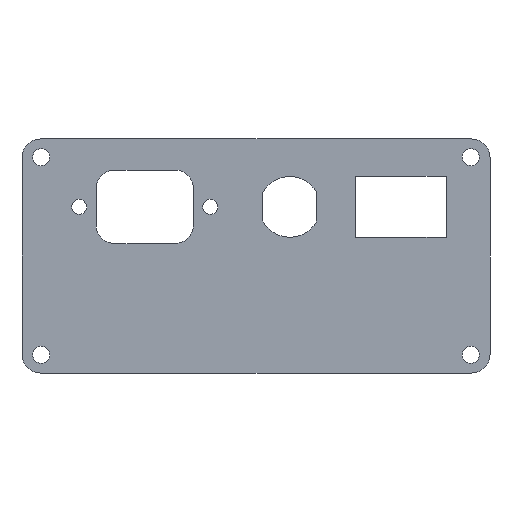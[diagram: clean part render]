
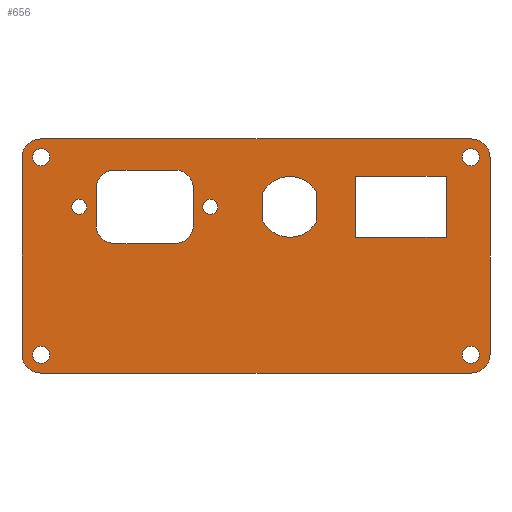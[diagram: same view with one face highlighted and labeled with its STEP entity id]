
A CAD part, front view. The second image highlights one B-rep face of the part: STEP entity #656.
In plain terms, the highlighted planar face has unit normal (0, -1, 0).
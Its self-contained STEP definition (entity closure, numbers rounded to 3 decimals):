
#24=FACE_BOUND('',#154,.T.);
#25=FACE_BOUND('',#155,.T.);
#26=FACE_BOUND('',#156,.T.);
#27=FACE_BOUND('',#157,.T.);
#28=FACE_BOUND('',#158,.T.);
#29=FACE_BOUND('',#159,.T.);
#30=FACE_BOUND('',#160,.T.);
#31=FACE_BOUND('',#161,.T.);
#32=FACE_BOUND('',#162,.T.);
#34=CIRCLE('',#674,6.5);
#36=CIRCLE('',#678,6.5);
#37=CIRCLE('',#680,1.6);
#39=CIRCLE('',#683,1.6);
#42=CIRCLE('',#688,4.);
#44=CIRCLE('',#692,4.);
#46=CIRCLE('',#696,4.);
#48=CIRCLE('',#700,4.);
#49=CIRCLE('',#706,1.8);
#51=CIRCLE('',#709,1.8);
#53=CIRCLE('',#712,1.8);
#55=CIRCLE('',#715,1.8);
#58=CIRCLE('',#720,4.);
#60=CIRCLE('',#724,4.);
#62=CIRCLE('',#728,4.);
#64=CIRCLE('',#732,4.);
#112=FACE_OUTER_BOUND('',#153,.T.);
#153=EDGE_LOOP('',(#579,#580,#581,#582,#583,#584,#585,#586));
#154=EDGE_LOOP('',(#587,#588,#589,#590));
#155=EDGE_LOOP('',(#591));
#156=EDGE_LOOP('',(#592));
#157=EDGE_LOOP('',(#593,#594,#595,#596,#597,#598,#599,#600));
#158=EDGE_LOOP('',(#601,#602,#603,#604));
#159=EDGE_LOOP('',(#605));
#160=EDGE_LOOP('',(#606));
#161=EDGE_LOOP('',(#607));
#162=EDGE_LOOP('',(#608));
#165=LINE('',#931,#223);
#169=LINE('',#943,#227);
#175=LINE('',#967,#233);
#179=LINE('',#979,#237);
#183=LINE('',#991,#241);
#187=LINE('',#1003,#245);
#191=LINE('',#1015,#249);
#194=LINE('',#1021,#252);
#197=LINE('',#1027,#255);
#200=LINE('',#1031,#258);
#207=LINE('',#1063,#265);
#211=LINE('',#1075,#269);
#215=LINE('',#1087,#273);
#219=LINE('',#1099,#277);
#223=VECTOR('',#741,10.);
#227=VECTOR('',#753,10.);
#233=VECTOR('',#779,10.);
#237=VECTOR('',#791,10.);
#241=VECTOR('',#803,10.);
#245=VECTOR('',#815,10.);
#249=VECTOR('',#827,10.);
#252=VECTOR('',#832,10.);
#255=VECTOR('',#837,10.);
#258=VECTOR('',#842,10.);
#265=VECTOR('',#875,10.);
#269=VECTOR('',#887,10.);
#273=VECTOR('',#899,10.);
#277=VECTOR('',#911,10.);
#281=VERTEX_POINT('',#928);
#282=VERTEX_POINT('',#930);
#284=VERTEX_POINT('',#936);
#286=VERTEX_POINT('',#942);
#287=VERTEX_POINT('',#949);
#289=VERTEX_POINT('',#955);
#293=VERTEX_POINT('',#964);
#294=VERTEX_POINT('',#966);
#296=VERTEX_POINT('',#972);
#298=VERTEX_POINT('',#978);
#300=VERTEX_POINT('',#984);
#302=VERTEX_POINT('',#990);
#304=VERTEX_POINT('',#996);
#306=VERTEX_POINT('',#1002);
#309=VERTEX_POINT('',#1012);
#310=VERTEX_POINT('',#1014);
#312=VERTEX_POINT('',#1020);
#314=VERTEX_POINT('',#1026);
#315=VERTEX_POINT('',#1033);
#317=VERTEX_POINT('',#1039);
#319=VERTEX_POINT('',#1045);
#321=VERTEX_POINT('',#1051);
#325=VERTEX_POINT('',#1060);
#326=VERTEX_POINT('',#1062);
#328=VERTEX_POINT('',#1068);
#330=VERTEX_POINT('',#1074);
#332=VERTEX_POINT('',#1080);
#334=VERTEX_POINT('',#1086);
#336=VERTEX_POINT('',#1092);
#338=VERTEX_POINT('',#1098);
#341=EDGE_CURVE('',#282,#281,#165,.T.);
#344=EDGE_CURVE('',#284,#282,#34,.T.);
#347=EDGE_CURVE('',#286,#284,#169,.T.);
#350=EDGE_CURVE('',#281,#286,#36,.T.);
#351=EDGE_CURVE('',#287,#287,#37,.T.);
#354=EDGE_CURVE('',#289,#289,#39,.T.);
#359=EDGE_CURVE('',#294,#293,#175,.T.);
#362=EDGE_CURVE('',#296,#294,#42,.T.);
#365=EDGE_CURVE('',#298,#296,#179,.T.);
#368=EDGE_CURVE('',#300,#298,#44,.T.);
#371=EDGE_CURVE('',#302,#300,#183,.T.);
#374=EDGE_CURVE('',#304,#302,#46,.T.);
#377=EDGE_CURVE('',#306,#304,#187,.T.);
#380=EDGE_CURVE('',#293,#306,#48,.T.);
#383=EDGE_CURVE('',#310,#309,#191,.T.);
#386=EDGE_CURVE('',#312,#310,#194,.T.);
#389=EDGE_CURVE('',#314,#312,#197,.T.);
#392=EDGE_CURVE('',#309,#314,#200,.T.);
#393=EDGE_CURVE('',#315,#315,#49,.T.);
#396=EDGE_CURVE('',#317,#317,#51,.T.);
#399=EDGE_CURVE('',#319,#319,#53,.T.);
#402=EDGE_CURVE('',#321,#321,#55,.T.);
#407=EDGE_CURVE('',#326,#325,#207,.T.);
#410=EDGE_CURVE('',#328,#326,#58,.T.);
#413=EDGE_CURVE('',#330,#328,#211,.T.);
#416=EDGE_CURVE('',#332,#330,#60,.T.);
#419=EDGE_CURVE('',#334,#332,#215,.T.);
#422=EDGE_CURVE('',#336,#334,#62,.T.);
#425=EDGE_CURVE('',#338,#336,#219,.T.);
#428=EDGE_CURVE('',#325,#338,#64,.T.);
#579=ORIENTED_EDGE('',*,*,#428,.T.);
#580=ORIENTED_EDGE('',*,*,#425,.T.);
#581=ORIENTED_EDGE('',*,*,#422,.T.);
#582=ORIENTED_EDGE('',*,*,#419,.T.);
#583=ORIENTED_EDGE('',*,*,#416,.T.);
#584=ORIENTED_EDGE('',*,*,#413,.T.);
#585=ORIENTED_EDGE('',*,*,#410,.T.);
#586=ORIENTED_EDGE('',*,*,#407,.T.);
#587=ORIENTED_EDGE('',*,*,#347,.T.);
#588=ORIENTED_EDGE('',*,*,#344,.T.);
#589=ORIENTED_EDGE('',*,*,#341,.T.);
#590=ORIENTED_EDGE('',*,*,#350,.T.);
#591=ORIENTED_EDGE('',*,*,#351,.T.);
#592=ORIENTED_EDGE('',*,*,#354,.T.);
#593=ORIENTED_EDGE('',*,*,#371,.T.);
#594=ORIENTED_EDGE('',*,*,#368,.T.);
#595=ORIENTED_EDGE('',*,*,#365,.T.);
#596=ORIENTED_EDGE('',*,*,#362,.T.);
#597=ORIENTED_EDGE('',*,*,#359,.T.);
#598=ORIENTED_EDGE('',*,*,#380,.T.);
#599=ORIENTED_EDGE('',*,*,#377,.T.);
#600=ORIENTED_EDGE('',*,*,#374,.T.);
#601=ORIENTED_EDGE('',*,*,#389,.T.);
#602=ORIENTED_EDGE('',*,*,#386,.T.);
#603=ORIENTED_EDGE('',*,*,#383,.T.);
#604=ORIENTED_EDGE('',*,*,#392,.T.);
#605=ORIENTED_EDGE('',*,*,#402,.T.);
#606=ORIENTED_EDGE('',*,*,#399,.T.);
#607=ORIENTED_EDGE('',*,*,#396,.T.);
#608=ORIENTED_EDGE('',*,*,#393,.T.);
#624=PLANE('',#734);
#656=ADVANCED_FACE('',(#112,#24,#25,#26,#27,#28,#29,#30,#31,#32),#624,.F.);
#674=AXIS2_PLACEMENT_3D('',#937,#747,#748);
#678=AXIS2_PLACEMENT_3D('',#947,#759,#760);
#680=AXIS2_PLACEMENT_3D('',#950,#763,#764);
#683=AXIS2_PLACEMENT_3D('',#956,#770,#771);
#688=AXIS2_PLACEMENT_3D('',#973,#785,#786);
#692=AXIS2_PLACEMENT_3D('',#985,#797,#798);
#696=AXIS2_PLACEMENT_3D('',#997,#809,#810);
#700=AXIS2_PLACEMENT_3D('',#1007,#821,#822);
#706=AXIS2_PLACEMENT_3D('',#1034,#845,#846);
#709=AXIS2_PLACEMENT_3D('',#1040,#852,#853);
#712=AXIS2_PLACEMENT_3D('',#1046,#859,#860);
#715=AXIS2_PLACEMENT_3D('',#1052,#866,#867);
#720=AXIS2_PLACEMENT_3D('',#1069,#881,#882);
#724=AXIS2_PLACEMENT_3D('',#1081,#893,#894);
#728=AXIS2_PLACEMENT_3D('',#1093,#905,#906);
#732=AXIS2_PLACEMENT_3D('',#1103,#917,#918);
#734=AXIS2_PLACEMENT_3D('',#1105,#921,#922);
#741=DIRECTION('',(0.,0.,-1.));
#747=DIRECTION('center_axis',(0.,1.,0.));
#748=DIRECTION('ref_axis',(0.885,0.,0.466));
#753=DIRECTION('',(0.,0.,1.));
#759=DIRECTION('center_axis',(0.,1.,0.));
#760=DIRECTION('ref_axis',(-0.885,0.,-0.466));
#763=DIRECTION('center_axis',(0.,1.,0.));
#764=DIRECTION('ref_axis',(1.,0.,0.));
#770=DIRECTION('center_axis',(0.,1.,0.));
#771=DIRECTION('ref_axis',(1.,0.,0.));
#779=DIRECTION('',(1.,0.,0.));
#785=DIRECTION('center_axis',(0.,1.,0.));
#786=DIRECTION('ref_axis',(0.,0.,1.));
#791=DIRECTION('',(0.,0.,1.));
#797=DIRECTION('center_axis',(0.,1.,0.));
#798=DIRECTION('ref_axis',(-1.,0.,0.));
#803=DIRECTION('',(-1.,0.,0.));
#809=DIRECTION('center_axis',(0.,1.,0.));
#810=DIRECTION('ref_axis',(0.,0.,-1.));
#815=DIRECTION('',(0.,0.,-1.));
#821=DIRECTION('center_axis',(0.,1.,0.));
#822=DIRECTION('ref_axis',(1.,0.,0.));
#827=DIRECTION('',(0.,0.,1.));
#832=DIRECTION('',(-1.,0.,0.));
#837=DIRECTION('',(0.,0.,-1.));
#842=DIRECTION('',(1.,0.,0.));
#845=DIRECTION('center_axis',(0.,1.,0.));
#846=DIRECTION('ref_axis',(1.,0.,0.));
#852=DIRECTION('center_axis',(0.,1.,0.));
#853=DIRECTION('ref_axis',(1.,0.,0.));
#859=DIRECTION('center_axis',(0.,1.,0.));
#860=DIRECTION('ref_axis',(1.,0.,0.));
#866=DIRECTION('center_axis',(0.,1.,0.));
#867=DIRECTION('ref_axis',(1.,0.,0.));
#875=DIRECTION('',(1.,0.,0.));
#881=DIRECTION('center_axis',(0.,-1.,0.));
#882=DIRECTION('ref_axis',(0.,0.,-1.));
#887=DIRECTION('',(0.,0.,-1.));
#893=DIRECTION('center_axis',(0.,-1.,0.));
#894=DIRECTION('ref_axis',(-1.,0.,0.));
#899=DIRECTION('',(-1.,0.,0.));
#905=DIRECTION('center_axis',(0.,-1.,0.));
#906=DIRECTION('ref_axis',(0.,0.,1.));
#911=DIRECTION('',(0.,0.,1.));
#917=DIRECTION('center_axis',(0.,-1.,0.));
#918=DIRECTION('ref_axis',(1.,0.,0.));
#921=DIRECTION('center_axis',(0.,1.,0.));
#922=DIRECTION('ref_axis',(1.,0.,0.));
#928=CARTESIAN_POINT('',(63.186,-1.5,32.469));
#930=CARTESIAN_POINT('',(63.186,-1.5,38.531));
#931=CARTESIAN_POINT('',(63.186,-1.5,31.761));
#936=CARTESIAN_POINT('',(51.686,-1.5,38.531));
#937=CARTESIAN_POINT('Origin',(57.436,-1.5,35.5));
#942=CARTESIAN_POINT('',(51.686,-1.5,32.469));
#943=CARTESIAN_POINT('',(51.686,-1.5,28.729));
#947=CARTESIAN_POINT('Origin',(57.436,-1.5,35.5));
#949=CARTESIAN_POINT('',(38.836,-1.5,35.5));
#950=CARTESIAN_POINT('Origin',(40.436,-1.5,35.5));
#955=CARTESIAN_POINT('',(10.836,-1.5,35.5));
#956=CARTESIAN_POINT('Origin',(12.436,-1.5,35.5));
#964=CARTESIAN_POINT('',(32.836,-1.5,43.35));
#966=CARTESIAN_POINT('',(20.036,-1.5,43.35));
#967=CARTESIAN_POINT('',(35.118,-1.5,43.35));
#972=CARTESIAN_POINT('',(16.036,-1.5,39.35));
#973=CARTESIAN_POINT('Origin',(20.036,-1.5,39.35));
#978=CARTESIAN_POINT('',(16.036,-1.5,31.65));
#979=CARTESIAN_POINT('',(16.036,-1.5,28.32));
#984=CARTESIAN_POINT('',(20.036,-1.5,27.65));
#985=CARTESIAN_POINT('Origin',(20.036,-1.5,31.65));
#990=CARTESIAN_POINT('',(32.836,-1.5,27.65));
#991=CARTESIAN_POINT('',(41.518,-1.5,27.65));
#996=CARTESIAN_POINT('',(36.836,-1.5,31.65));
#997=CARTESIAN_POINT('Origin',(32.836,-1.5,31.65));
#1002=CARTESIAN_POINT('',(36.836,-1.5,39.35));
#1003=CARTESIAN_POINT('',(36.836,-1.5,32.17));
#1007=CARTESIAN_POINT('Origin',(32.836,-1.5,39.35));
#1012=CARTESIAN_POINT('',(71.436,-1.5,42.05));
#1014=CARTESIAN_POINT('',(71.436,-1.5,28.95));
#1015=CARTESIAN_POINT('',(71.436,-1.5,26.97));
#1020=CARTESIAN_POINT('',(90.836,-1.5,28.95));
#1021=CARTESIAN_POINT('',(70.518,-1.5,28.95));
#1026=CARTESIAN_POINT('',(90.836,-1.5,42.05));
#1027=CARTESIAN_POINT('',(90.836,-1.5,33.52));
#1031=CARTESIAN_POINT('',(60.818,-1.5,42.05));
#1033=CARTESIAN_POINT('',(94.301,-1.5,3.88));
#1034=CARTESIAN_POINT('Origin',(96.101,-1.5,3.88));
#1039=CARTESIAN_POINT('',(2.501,-1.5,3.88));
#1040=CARTESIAN_POINT('Origin',(4.301,-1.5,3.88));
#1045=CARTESIAN_POINT('',(94.301,-1.5,46.1));
#1046=CARTESIAN_POINT('Origin',(96.101,-1.5,46.1));
#1051=CARTESIAN_POINT('',(2.501,-1.5,46.1));
#1052=CARTESIAN_POINT('Origin',(4.301,-1.5,46.1));
#1060=CARTESIAN_POINT('',(96.201,-1.5,-0.02));
#1062=CARTESIAN_POINT('',(4.201,-1.5,-0.02));
#1063=CARTESIAN_POINT('',(4.201,-1.5,-0.02));
#1068=CARTESIAN_POINT('',(0.201,-1.5,3.98));
#1069=CARTESIAN_POINT('Origin',(4.201,-1.5,3.98));
#1074=CARTESIAN_POINT('',(0.201,-1.5,46.));
#1075=CARTESIAN_POINT('',(0.201,-1.5,46.));
#1080=CARTESIAN_POINT('',(4.201,-1.5,50.));
#1081=CARTESIAN_POINT('Origin',(4.201,-1.5,46.));
#1086=CARTESIAN_POINT('',(96.201,-1.5,50.));
#1087=CARTESIAN_POINT('',(96.201,-1.5,50.));
#1092=CARTESIAN_POINT('',(100.201,-1.5,46.));
#1093=CARTESIAN_POINT('Origin',(96.201,-1.5,46.));
#1098=CARTESIAN_POINT('',(100.201,-1.5,3.98));
#1099=CARTESIAN_POINT('',(100.201,-1.5,3.98));
#1103=CARTESIAN_POINT('Origin',(96.201,-1.5,3.98));
#1105=CARTESIAN_POINT('Origin',(50.201,-1.5,24.99));
